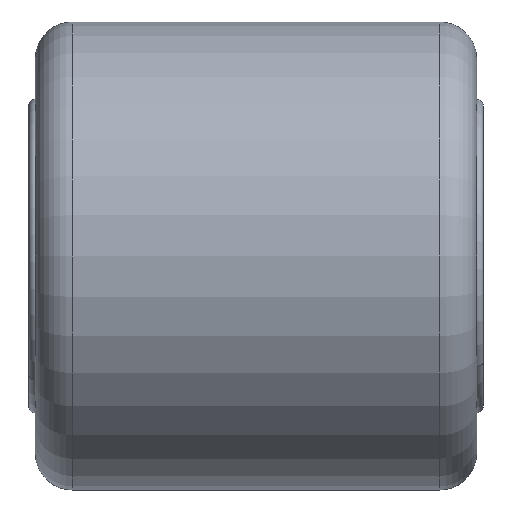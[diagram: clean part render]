
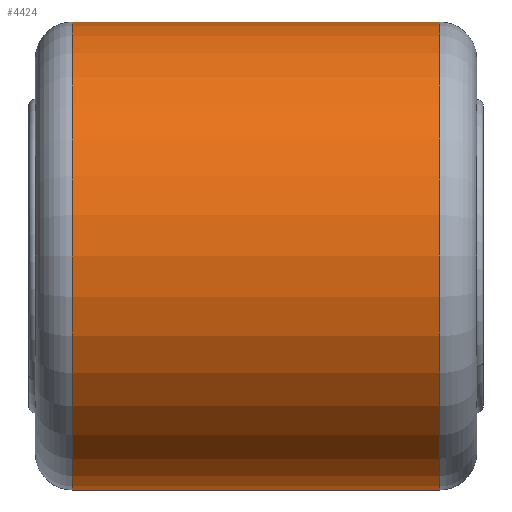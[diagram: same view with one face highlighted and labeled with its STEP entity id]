
A CAD part, front view. The second image highlights one B-rep face of the part: STEP entity #4424.
In plain terms, the highlighted cylindrical face has radius 35 mm (diameter 70 mm), a partial arc.
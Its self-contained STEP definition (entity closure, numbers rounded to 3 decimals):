
#155 = DIRECTION ( 'NONE',  ( -1., 0., 0. ) ) ;
#339 = CARTESIAN_POINT ( 'NONE',  ( 27.5, 0., 240.92 ) ) ;
#355 = VERTEX_POINT ( 'NONE', #4264 ) ;
#418 = DIRECTION ( 'NONE',  ( 0., 0., 1. ) ) ;
#495 = CARTESIAN_POINT ( 'NONE',  ( -57.637, 0., 240.92 ) ) ;
#707 = EDGE_LOOP ( 'NONE', ( #3142, #1793, #4463, #2521 ) ) ;
#740 = CYLINDRICAL_SURFACE ( 'NONE', #3046, 35. ) ;
#745 = CARTESIAN_POINT ( 'NONE',  ( 27.5, 0., 275.92 ) ) ;
#794 = CARTESIAN_POINT ( 'NONE',  ( -57.637, 0., 275.92 ) ) ;
#1021 = DIRECTION ( 'NONE',  ( -1., 0., 0. ) ) ;
#1170 = DIRECTION ( 'NONE',  ( 0., 0., 1. ) ) ;
#1365 = EDGE_CURVE ( 'NONE', #2782, #4164, #3372, .T. ) ;
#1571 = EDGE_CURVE ( 'NONE', #355, #1781, #3083, .T. ) ;
#1775 = CARTESIAN_POINT ( 'NONE',  ( -27.5, 0., 310.92 ) ) ;
#1781 = VERTEX_POINT ( 'NONE', #1775 ) ;
#1793 = ORIENTED_EDGE ( 'NONE', *, *, #2739, .T. ) ;
#1878 = VECTOR ( 'NONE', #155, 1000. ) ;
#2329 = DIRECTION ( 'NONE',  ( 1., 0., 0. ) ) ;
#2372 = EDGE_CURVE ( 'NONE', #1781, #4164, #3100, .T. ) ;
#2521 = ORIENTED_EDGE ( 'NONE', *, *, #2372, .T. ) ;
#2552 = CARTESIAN_POINT ( 'NONE',  ( -27.5, 0., 240.92 ) ) ;
#2739 = EDGE_CURVE ( 'NONE', #2782, #355, #3677, .T. ) ;
#2782 = VERTEX_POINT ( 'NONE', #339 ) ;
#2929 = DIRECTION ( 'NONE',  ( -1., 0., 0. ) ) ;
#2936 = AXIS2_PLACEMENT_3D ( 'NONE', #745, #4033, #418 ) ;
#3046 = AXIS2_PLACEMENT_3D ( 'NONE', #794, #2929, #1170 ) ;
#3083 = LINE ( 'NONE', #3435, #1878 ) ;
#3100 = CIRCLE ( 'NONE', #3542, 35. ) ;
#3142 = ORIENTED_EDGE ( 'NONE', *, *, #1365, .F. ) ;
#3171 = FACE_OUTER_BOUND ( 'NONE', #707, .T. ) ;
#3372 = LINE ( 'NONE', #495, #4635 ) ;
#3390 = DIRECTION ( 'NONE',  ( 0., 0., -1. ) ) ;
#3435 = CARTESIAN_POINT ( 'NONE',  ( -57.637, 0., 310.92 ) ) ;
#3437 = CARTESIAN_POINT ( 'NONE',  ( -27.5, 0., 275.92 ) ) ;
#3542 = AXIS2_PLACEMENT_3D ( 'NONE', #3437, #2329, #3390 ) ;
#3677 = CIRCLE ( 'NONE', #2936, 35. ) ;
#4033 = DIRECTION ( 'NONE',  ( -1., 0., 0. ) ) ;
#4164 = VERTEX_POINT ( 'NONE', #2552 ) ;
#4264 = CARTESIAN_POINT ( 'NONE',  ( 27.5, 0., 310.92 ) ) ;
#4424 = ADVANCED_FACE ( 'NONE', ( #3171 ), #740, .T. ) ;
#4463 = ORIENTED_EDGE ( 'NONE', *, *, #1571, .T. ) ;
#4635 = VECTOR ( 'NONE', #1021, 1000. ) ;
